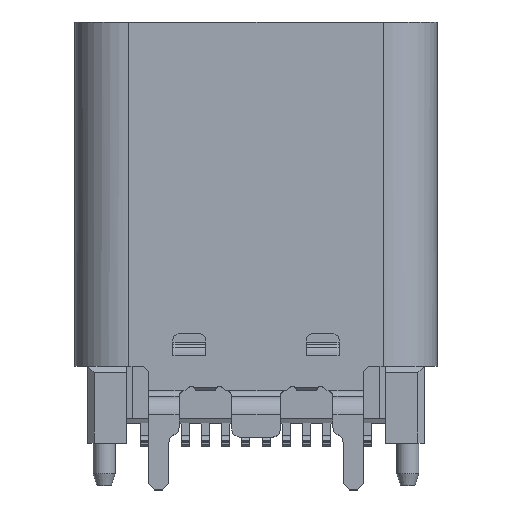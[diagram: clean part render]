
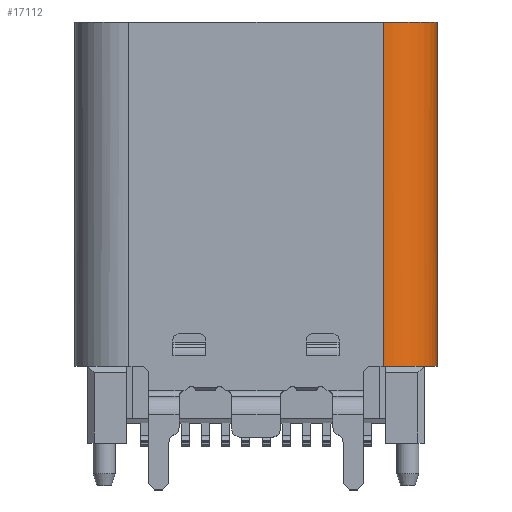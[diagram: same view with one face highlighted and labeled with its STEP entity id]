
A CAD part, top view. The second image highlights one B-rep face of the part: STEP entity #17112.
In plain terms, the highlighted cylindrical face has radius 1.33 mm (diameter 2.66 mm), a partial arc.
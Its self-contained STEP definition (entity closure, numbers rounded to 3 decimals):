
#863=CARTESIAN_POINT('',(31.566,2.85,-17.25));
#864=DIRECTION('',(0.,1.,0.));
#865=DIRECTION('',(0.759,0.,0.651));
#866=AXIS2_PLACEMENT_3D('',#863,#864,#865);
#882=CARTESIAN_POINT('',(31.566,2.85,-17.25));
#883=DIRECTION('',(0.,1.,0.));
#884=DIRECTION('',(0.,0.,1.));
#885=AXIS2_PLACEMENT_3D('',#882,#883,#884);
#887=DIRECTION('',(0.,-1.,0.));
#888=VECTOR('',#887,8.5);
#889=CARTESIAN_POINT('',(32.896,11.35,-17.25));
#890=LINE('',#889,#888);
#909=CARTESIAN_POINT('',(31.566,2.85,-17.25));
#910=DIRECTION('',(0.,1.,0.));
#911=DIRECTION('',(0.049,0.,0.999));
#912=AXIS2_PLACEMENT_3D('',#909,#910,#911);
#983=CARTESIAN_POINT('',(31.566,11.35,-17.25));
#984=DIRECTION('',(0.,-1.,0.));
#985=DIRECTION('',(1.,0.,0.));
#986=AXIS2_PLACEMENT_3D('',#983,#984,#985);
#2894=DIRECTION('',(0.,-1.,0.));
#2895=VECTOR('',#2894,8.5);
#2896=CARTESIAN_POINT('',(31.566,11.35,-15.92));
#2897=LINE('',#2896,#2895);
#13962=CARTESIAN_POINT('',(32.896,2.85,
-17.25));
#13964=VERTEX_POINT('',#13962);
#13977=CARTESIAN_POINT('',(32.896,11.35,-17.25));
#13978=CARTESIAN_POINT('',(31.566,11.35,-15.92));
#13979=VERTEX_POINT('',#13977);
#13980=VERTEX_POINT('',#13978);
#14230=CARTESIAN_POINT('',(31.566,2.85,
-15.92));
#14231=VERTEX_POINT('',#14230);
#15665=CARTESIAN_POINT('',(32.576,2.85,
-16.385));
#15667=VERTEX_POINT('',#15665);
#15685=CARTESIAN_POINT('',(31.631,2.85,
-15.922));
#15687=VERTEX_POINT('',#15685);
#17096=CARTESIAN_POINT('',(31.566,2.68,-17.25));
#17097=DIRECTION('',(0.,1.,0.));
#17098=DIRECTION('',(-1.,0.,0.));
#17099=AXIS2_PLACEMENT_3D('',#17096,#17097,#17098);
#17100=CYLINDRICAL_SURFACE('',#17099,1.33);
#17102=ORIENTED_EDGE('',*,*,#17101,.F.);
#17103=ORIENTED_EDGE('',*,*,#17091,.F.);
#17105=ORIENTED_EDGE('',*,*,#17104,.F.);
#17107=ORIENTED_EDGE('',*,*,#17106,.F.);
#17108=ORIENTED_EDGE('',*,*,#16794,.T.);
#17109=ORIENTED_EDGE('',*,*,#17072,.F.);
#17110=EDGE_LOOP('',(#17102,#17103,#17105,#17107,#17108,#17109));
#17111=FACE_OUTER_BOUND('',#17110,.F.);
#867=CIRCLE('',#866,1.33);
#886=CIRCLE('',#885,1.33);
#913=CIRCLE('',#912,1.33);
#987=CIRCLE('',#986,1.33);
#16794=EDGE_CURVE('',#13979,#13964,#890,.T.);
#17072=EDGE_CURVE('',#15667,#13964,#867,.T.);
#17091=EDGE_CURVE('',#14231,#15687,#886,.T.);
#17101=EDGE_CURVE('',#15687,#15667,#913,.T.);
#17104=EDGE_CURVE('',#13980,#14231,#2897,.T.);
#17106=EDGE_CURVE('',#13979,#13980,#987,.T.);
#17112=ADVANCED_FACE('',(#17111),#17100,.T.);
